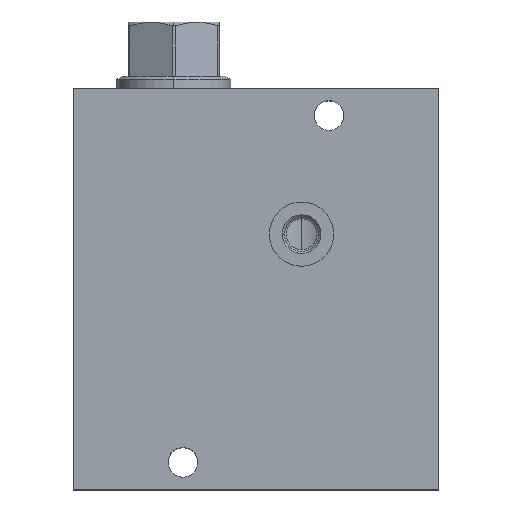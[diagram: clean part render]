
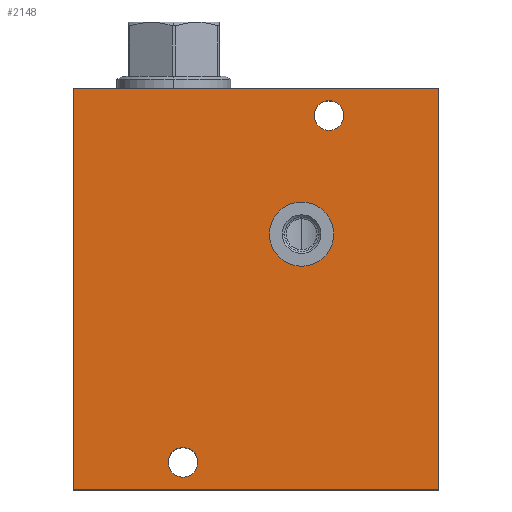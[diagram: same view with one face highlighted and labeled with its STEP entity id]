
A CAD part, top view. The second image highlights one B-rep face of the part: STEP entity #2148.
In plain terms, the highlighted planar face has unit normal (0, 0, 1).
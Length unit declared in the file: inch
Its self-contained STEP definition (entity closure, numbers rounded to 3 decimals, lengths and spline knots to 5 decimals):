
#103=DIRECTION('',(0.,-1.,0.));
#104=VECTOR('',#103,5.5);
#105=CARTESIAN_POINT('',(0.,0.,2.5));
#106=LINE('',#105,#104);
#107=DIRECTION('',(-1.,0.,0.));
#108=VECTOR('',#107,5.);
#109=CARTESIAN_POINT('',(5.,0.,2.5));
#110=LINE('',#109,#108);
#111=DIRECTION('',(0.,1.,0.));
#112=VECTOR('',#111,5.5);
#113=CARTESIAN_POINT('',(5.,-5.5,2.5));
#114=LINE('',#113,#112);
#115=DIRECTION('',(1.,0.,0.));
#116=VECTOR('',#115,5.);
#117=CARTESIAN_POINT('',(0.,-5.5,2.5));
#118=LINE('',#117,#116);
#119=CARTESIAN_POINT('',(1.5,-5.125,2.5));
#120=DIRECTION('',(0.,0.,1.));
#121=DIRECTION('',(0.,1.,0.));
#122=AXIS2_PLACEMENT_3D('',#119,#120,#121);
#124=CARTESIAN_POINT('',(1.5,-5.125,2.5));
#125=DIRECTION('',(0.,0.,1.));
#126=DIRECTION('',(0.,-1.,0.));
#127=AXIS2_PLACEMENT_3D('',#124,#125,#126);
#129=CARTESIAN_POINT('',(3.5,-0.375,2.5));
#130=DIRECTION('',(0.,0.,1.));
#131=DIRECTION('',(0.,1.,0.));
#132=AXIS2_PLACEMENT_3D('',#129,#130,#131);
#134=CARTESIAN_POINT('',(3.5,-0.375,2.5));
#135=DIRECTION('',(0.,0.,1.));
#136=DIRECTION('',(0.,-1.,0.));
#137=AXIS2_PLACEMENT_3D('',#134,#135,#136);
#139=CARTESIAN_POINT('',(3.125,-2.,2.5));
#140=DIRECTION('',(0.,0.,-1.));
#141=DIRECTION('',(-1.,0.,0.));
#142=AXIS2_PLACEMENT_3D('',#139,#140,#141);
#144=CARTESIAN_POINT('',(3.125,-2.,2.5));
#145=DIRECTION('',(0.,0.,-1.));
#146=DIRECTION('',(1.,0.,0.));
#147=AXIS2_PLACEMENT_3D('',#144,#145,#146);
#1749=CARTESIAN_POINT('',(0.,0.,2.5));
#1750=CARTESIAN_POINT('',(0.,-5.5,2.5));
#1751=VERTEX_POINT('',#1749);
#1752=VERTEX_POINT('',#1750);
#1753=CARTESIAN_POINT('',(5.,-5.5,2.5));
#1754=VERTEX_POINT('',#1753);
#1755=CARTESIAN_POINT('',(5.,0.,2.5));
#1756=VERTEX_POINT('',#1755);
#1761=CARTESIAN_POINT('',(1.5,-4.922,2.5));
#1762=CARTESIAN_POINT('',(1.5,-5.328,2.5));
#1763=VERTEX_POINT('',#1761);
#1764=VERTEX_POINT('',#1762);
#1769=CARTESIAN_POINT('',(3.5,-0.172,2.5));
#1770=CARTESIAN_POINT('',(3.5,-0.578,2.5));
#1771=VERTEX_POINT('',#1769);
#1772=VERTEX_POINT('',#1770);
#1937=CARTESIAN_POINT('',(2.685,-2.,2.5));
#1938=CARTESIAN_POINT('',(3.565,-2.,2.5));
#1939=VERTEX_POINT('',#1937);
#1940=VERTEX_POINT('',#1938);
#2119=CARTESIAN_POINT('',(0.,0.,2.5));
#2120=DIRECTION('',(0.,0.,1.));
#2121=DIRECTION('',(1.,0.,0.));
#2122=AXIS2_PLACEMENT_3D('',#2119,#2120,#2121);
#2123=PLANE('',#2122);
#2124=ORIENTED_EDGE('',*,*,#2041,.F.);
#2125=ORIENTED_EDGE('',*,*,#2062,.F.);
#2126=ORIENTED_EDGE('',*,*,#2082,.F.);
#2127=ORIENTED_EDGE('',*,*,#2107,.F.);
#2128=EDGE_LOOP('',(#2124,#2125,#2126,#2127));
#2129=FACE_OUTER_BOUND('',#2128,.F.);
#2131=ORIENTED_EDGE('',*,*,#2130,.T.);
#2133=ORIENTED_EDGE('',*,*,#2132,.T.);
#2134=EDGE_LOOP('',(#2131,#2133));
#2135=FACE_BOUND('',#2134,.F.);
#2137=ORIENTED_EDGE('',*,*,#2136,.T.);
#2139=ORIENTED_EDGE('',*,*,#2138,.T.);
#2140=EDGE_LOOP('',(#2137,#2139));
#2141=FACE_BOUND('',#2140,.F.);
#2143=ORIENTED_EDGE('',*,*,#2142,.F.);
#2145=ORIENTED_EDGE('',*,*,#2144,.F.);
#2146=EDGE_LOOP('',(#2143,#2145));
#2147=FACE_BOUND('',#2146,.F.);
#2148=ADVANCED_FACE('',(#2129,#2135,#2141,#2147),#2123,.T.);
#123=CIRCLE('',#122,0.203);
#128=CIRCLE('',#127,0.203);
#133=CIRCLE('',#132,0.203);
#138=CIRCLE('',#137,0.203);
#143=CIRCLE('',#142,0.44);
#148=CIRCLE('',#147,0.44);
#2041=EDGE_CURVE('',#1751,#1752,#106,.T.);
#2062=EDGE_CURVE('',#1756,#1751,#110,.T.);
#2082=EDGE_CURVE('',#1754,#1756,#114,.T.);
#2107=EDGE_CURVE('',#1752,#1754,#118,.T.);
#2130=EDGE_CURVE('',#1763,#1764,#123,.T.);
#2132=EDGE_CURVE('',#1764,#1763,#128,.T.);
#2136=EDGE_CURVE('',#1771,#1772,#133,.T.);
#2138=EDGE_CURVE('',#1772,#1771,#138,.T.);
#2142=EDGE_CURVE('',#1939,#1940,#143,.T.);
#2144=EDGE_CURVE('',#1940,#1939,#148,.T.);
